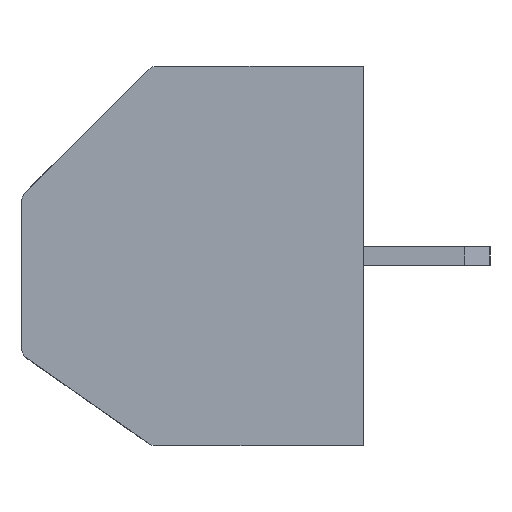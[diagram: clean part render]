
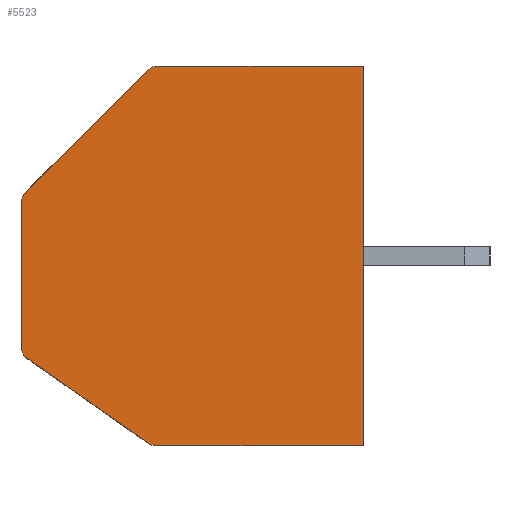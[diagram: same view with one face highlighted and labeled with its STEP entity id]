
A CAD part, left-side view. The second image highlights one B-rep face of the part: STEP entity #5523.
In plain terms, the highlighted planar face has unit normal (-1, 0, 0).
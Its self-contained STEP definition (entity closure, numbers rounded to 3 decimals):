
#391 = VERTEX_POINT ( 'NONE', #41973 ) ;
#756 = DIRECTION ( 'NONE',  ( 0., 0.819, 0.574 ) ) ;
#2525 = DIRECTION ( 'NONE',  ( -1., 0., 0. ) ) ;
#3010 = LINE ( 'NONE', #40313, #18082 ) ;
#3269 = VERTEX_POINT ( 'NONE', #3319 ) ;
#3319 = CARTESIAN_POINT ( 'NONE',  ( -3.04, 10.8, -2.973 ) ) ;
#3388 = CARTESIAN_POINT ( 'NONE',  ( -3.04, 6.576, 5.7 ) ) ;
#3620 = CIRCLE ( 'NONE', #42632, 0.3 ) ;
#4221 = EDGE_CURVE ( 'NONE', #3269, #391, #6729, .T. ) ;
#4940 = VECTOR ( 'NONE', #18169, 1000. ) ;
#4996 = VECTOR ( 'NONE', #23842, 1000. ) ;
#5523 = ADVANCED_FACE ( 'NONE', ( #25213 ), #24979, .F. ) ;
#6312 = LINE ( 'NONE', #34262, #4996 ) ;
#6370 = CARTESIAN_POINT ( 'NONE',  ( -3.04, 6.576, 6. ) ) ;
#6729 = CIRCLE ( 'NONE', #28717, 0.3 ) ;
#6813 = CARTESIAN_POINT ( 'NONE',  ( -3.04, 6.788, 5.912 ) ) ;
#8835 = AXIS2_PLACEMENT_3D ( 'NONE', #43703, #16867, #26866 ) ;
#9588 = VERTEX_POINT ( 'NONE', #30277 ) ;
#9929 = VERTEX_POINT ( 'NONE', #29242 ) ;
#10629 = CARTESIAN_POINT ( 'NONE',  ( -3.04, 10.5, 1.776 ) ) ;
#10638 = ORIENTED_EDGE ( 'NONE', *, *, #28783, .T. ) ;
#10937 = CARTESIAN_POINT ( 'NONE',  ( -3.04, 10.712, 1.988 ) ) ;
#11528 = DIRECTION ( 'NONE',  ( 0., 0., 1. ) ) ;
#11727 = LINE ( 'NONE', #38122, #4940 ) ;
#12100 = ORIENTED_EDGE ( 'NONE', *, *, #42297, .F. ) ;
#12218 = ORIENTED_EDGE ( 'NONE', *, *, #4221, .T. ) ;
#12262 = EDGE_CURVE ( 'NONE', #25333, #19037, #3620, .T. ) ;
#13334 = DIRECTION ( 'NONE',  ( 0., 0., 1. ) ) ;
#13790 = LINE ( 'NONE', #26675, #17939 ) ;
#13987 = ORIENTED_EDGE ( 'NONE', *, *, #28421, .T. ) ;
#14094 = ORIENTED_EDGE ( 'NONE', *, *, #21504, .T. ) ;
#14167 = VERTEX_POINT ( 'NONE', #33642 ) ;
#15289 = VERTEX_POINT ( 'NONE', #6813 ) ;
#16418 = ORIENTED_EDGE ( 'NONE', *, *, #33068, .F. ) ;
#16867 = DIRECTION ( 'NONE',  ( -1., 0., 0. ) ) ;
#17939 = VECTOR ( 'NONE', #13334, 1000. ) ;
#18082 = VECTOR ( 'NONE', #25937, 1000. ) ;
#18169 = DIRECTION ( 'NONE',  ( 0., -1., 0. ) ) ;
#19037 = VERTEX_POINT ( 'NONE', #24529 ) ;
#19206 = EDGE_CURVE ( 'NONE', #27594, #15289, #28190, .T. ) ;
#20154 = AXIS2_PLACEMENT_3D ( 'NONE', #21194, #38723, #38496 ) ;
#21194 = CARTESIAN_POINT ( 'NONE',  ( -3.04, 10.8, 6. ) ) ;
#21504 = EDGE_CURVE ( 'NONE', #9929, #27685, #11727, .T. ) ;
#23842 = DIRECTION ( 'NONE',  ( 0., -0.707, 0.707 ) ) ;
#24529 = CARTESIAN_POINT ( 'NONE',  ( -3.04, 10.8, 1.776 ) ) ;
#24979 = PLANE ( 'NONE',  #20154 ) ;
#25213 = FACE_OUTER_BOUND ( 'NONE', #35075, .T. ) ;
#25333 = VERTEX_POINT ( 'NONE', #10937 ) ;
#25760 = DIRECTION ( 'NONE',  ( -1., 0., 0. ) ) ;
#25937 = DIRECTION ( 'NONE',  ( 0., -1., 0. ) ) ;
#26233 = VECTOR ( 'NONE', #756, 1000. ) ;
#26675 = CARTESIAN_POINT ( 'NONE',  ( -3.04, 10.8, 6. ) ) ;
#26866 = DIRECTION ( 'NONE',  ( 0., 0., -1. ) ) ;
#27594 = VERTEX_POINT ( 'NONE', #6370 ) ;
#27616 = EDGE_CURVE ( 'NONE', #27594, #9588, #3010, .T. ) ;
#27685 = VERTEX_POINT ( 'NONE', #39877 ) ;
#27981 = CIRCLE ( 'NONE', #8835, 0.3 ) ;
#28190 = CIRCLE ( 'NONE', #42333, 0.3 ) ;
#28272 = CARTESIAN_POINT ( 'NONE',  ( -3.04, 10.8, -3.129 ) ) ;
#28384 = DIRECTION ( 'NONE',  ( 0., 0., -1. ) ) ;
#28421 = EDGE_CURVE ( 'NONE', #14167, #9929, #27981, .T. ) ;
#28717 = AXIS2_PLACEMENT_3D ( 'NONE', #33041, #25760, #29707 ) ;
#28740 = VECTOR ( 'NONE', #11528, 1000. ) ;
#28783 = EDGE_CURVE ( 'NONE', #27685, #9588, #42139, .T. ) ;
#29047 = CARTESIAN_POINT ( 'NONE',  ( -3.04, 0., 6. ) ) ;
#29242 = CARTESIAN_POINT ( 'NONE',  ( -3.04, 6.605, -6. ) ) ;
#29707 = DIRECTION ( 'NONE',  ( 0., 0., -1. ) ) ;
#30277 = CARTESIAN_POINT ( 'NONE',  ( -3.04, 0., 6. ) ) ;
#30569 = ORIENTED_EDGE ( 'NONE', *, *, #12262, .T. ) ;
#31152 = LINE ( 'NONE', #28272, #26233 ) ;
#33041 = CARTESIAN_POINT ( 'NONE',  ( -3.04, 10.5, -2.973 ) ) ;
#33068 = EDGE_CURVE ( 'NONE', #3269, #19037, #13790, .T. ) ;
#33360 = DIRECTION ( 'NONE',  ( 0., 0., -1. ) ) ;
#33642 = CARTESIAN_POINT ( 'NONE',  ( -3.04, 6.777, -5.946 ) ) ;
#34262 = CARTESIAN_POINT ( 'NONE',  ( -3.04, 10.8, 1.9 ) ) ;
#34579 = DIRECTION ( 'NONE',  ( -1., 0., 0. ) ) ;
#35075 = EDGE_LOOP ( 'NONE', ( #40363, #13987, #14094, #10638, #42599, #40152, #12100, #30569, #16418, #12218 ) ) ;
#38122 = CARTESIAN_POINT ( 'NONE',  ( -3.04, 10.8, -6. ) ) ;
#38496 = DIRECTION ( 'NONE',  ( 0., 0., -1. ) ) ;
#38723 = DIRECTION ( 'NONE',  ( 1., 0., 0. ) ) ;
#39877 = CARTESIAN_POINT ( 'NONE',  ( -3.04, 0., -6. ) ) ;
#40152 = ORIENTED_EDGE ( 'NONE', *, *, #19206, .T. ) ;
#40313 = CARTESIAN_POINT ( 'NONE',  ( -3.04, 10.8, 6. ) ) ;
#40363 = ORIENTED_EDGE ( 'NONE', *, *, #41917, .F. ) ;
#41917 = EDGE_CURVE ( 'NONE', #14167, #391, #31152, .T. ) ;
#41973 = CARTESIAN_POINT ( 'NONE',  ( -3.04, 10.672, -3.219 ) ) ;
#42139 = LINE ( 'NONE', #29047, #28740 ) ;
#42297 = EDGE_CURVE ( 'NONE', #25333, #15289, #6312, .T. ) ;
#42333 = AXIS2_PLACEMENT_3D ( 'NONE', #3388, #2525, #33360 ) ;
#42599 = ORIENTED_EDGE ( 'NONE', *, *, #27616, .F. ) ;
#42632 = AXIS2_PLACEMENT_3D ( 'NONE', #10629, #34579, #28384 ) ;
#43703 = CARTESIAN_POINT ( 'NONE',  ( -3.04, 6.605, -5.7 ) ) ;
